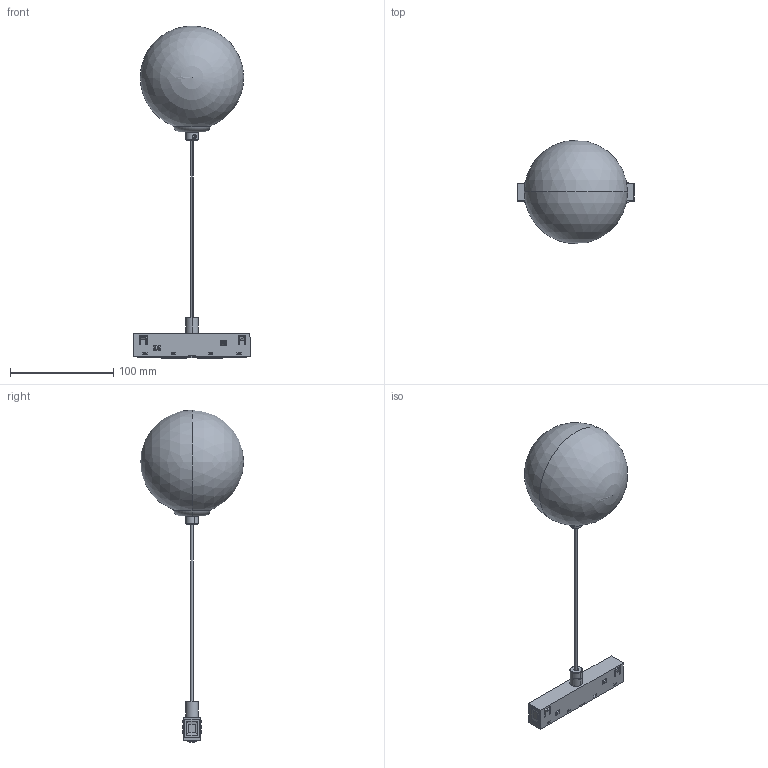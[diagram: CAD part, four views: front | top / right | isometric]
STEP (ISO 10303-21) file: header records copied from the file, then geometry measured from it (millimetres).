
FILE_DESCRIPTION (( 'STEP AP203' ), '1' );
FILE_NAME ('206-G1.STEP', '2023-03-16T02:10:50', ( 'ylmfeng' ), ( 'ylmfeng.com' ), 'SwSTEP 2.0', 'SolidWorks 2018', '' );
FILE_SCHEMA (( 'CONFIG_CONTROL_DESIGN' ));
Length unit declared in the file: millimetre
Products named in the file (29): 201-C1腑极; 棠柲唅蛌結遠; 傻遴萇埭碟奻裔; 萇盄2.5X1000; G9腑芛遠; 絳萇肣え-B; 206-G1; 无头内六角螺丝带胶头 M4X5; ｳﾁﾍｷﾊｮﾗﾖﾗﾔｹ･ﾂﾝﾋｿ M2.5X5; 棠沺郪璃; 100 產薛; 100湮騷啞⑩; 201-C1-芵隴捚親薯⑩; 20傻遴萇埭碟; 50X50; 偌瑩苤粟銅; 棠柲蛌唅挴誹; 絳萇肣え-A; 25X5X2棠沺; 短款电源盒上盖组件; 棠沺遺; 棠柲唅蛌裔; 磁吸驱动-普通款; 1B000414-OO 206-A1-綴裔踡嘐璃; 萇埭碟偌瑩; 傻遴萇埭碟狟裔; 206-H1-嘐盄翐; 埴芛坋趼蹟佪M2X4; 粟銅3
Assembly tree (37 placements, depth 5):
  206-G1
    20傻遴萇埭碟
      傻遴萇埭碟狟裔
      絳萇肣え-A  x2
      絳萇肣え-B  x2
      棠柲唅蛌裔
      棠柲蛌唅挴誹
      棠柲唅蛌結遠
      短款电源盒上盖组件
        傻遴萇埭碟奻裔
        棠沺郪璃  x2
          棠沺遺
          25X5X2棠沺
      磁吸驱动-普通款
      萇埭碟偌瑩
      偌瑩苤粟銅
      粟銅3  x4
      ｳﾁﾍｷﾊｮﾗﾖﾗﾔｹ･ﾂﾝﾋｿ M2.5X5  x2
    1B000414-OO 206-A1-綴裔踡嘐璃
    无头内六角螺丝带胶头 M4X5  x2
    萇盄2.5X1000
    206-H1-嘐盄翐
    201-C1腑极
    50X50
    埴芛坋趼蹟佪M2X4  x2
    201-C1-芵隴捚親薯⑩
    100湮騷啞⑩
      100 產薛
      G9腑芛遠
Bounding box: 113 x 100 x 321.1 mm (x, y, z)
Volume: 91316 mm3; surface area: 105240 mm2
Topology: 36 solids, 44 shells, 1639 faces, 4170 edges, 2632 vertices
Faces by surface type: plane 1025, bspline 237, cylinder 215, cone 86, sphere 54, torus 22
Entity records: 54025 total; most frequent: CARTESIAN_POINT 17880, ORIENTED_EDGE 7070, DIRECTION 6287, EDGE_CURVE 3535, VECTOR 2631, LINE 2631, VERTEX_POINT 2276, AXIS2_PLACEMENT_3D 1828
